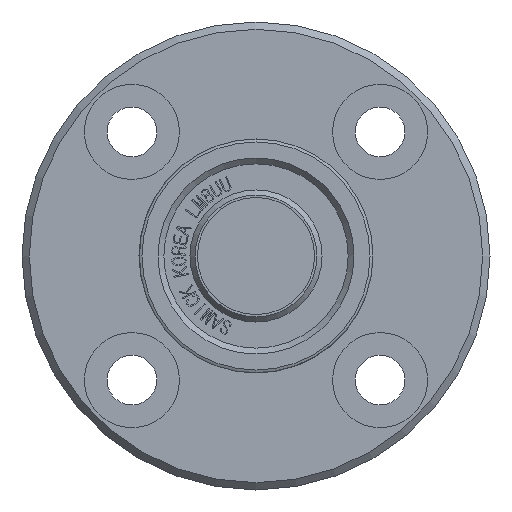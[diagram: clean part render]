
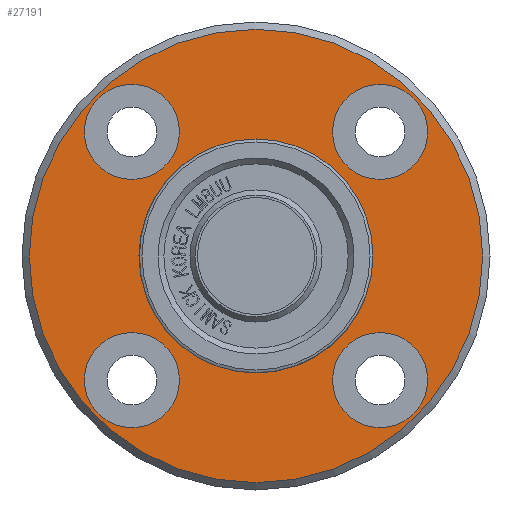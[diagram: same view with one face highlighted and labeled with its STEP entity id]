
A CAD part, front view. The second image highlights one B-rep face of the part: STEP entity #27191.
In plain terms, the highlighted planar face has unit normal (0, -1, 0).
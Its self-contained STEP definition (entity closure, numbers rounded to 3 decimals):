
#26801=CARTESIAN_POINT('',(-5.235,-22.5,-8.485));
#26802=VERTEX_POINT('',#26801);
#26803=CARTESIAN_POINT('',(-8.485,-22.5,-8.485));
#26804=DIRECTION('',(0.0,1.0,0.0));
#26805=DIRECTION('',(1.0,0.0,0.0));
#26806=AXIS2_PLACEMENT_3D('',#26803,#26804,#26805);
#26807=CIRCLE('',#26806,3.25);
#26808=EDGE_CURVE('',#26802,#26802,#26807,.T.);
#26869=CARTESIAN_POINT('',(11.735,-22.5,-8.485));
#26870=VERTEX_POINT('',#26869);
#26871=CARTESIAN_POINT('',(8.485,-22.5,-8.485));
#26872=DIRECTION('',(0.0,1.0,0.0));
#26873=DIRECTION('',(1.0,0.0,0.0));
#26874=AXIS2_PLACEMENT_3D('',#26871,#26872,#26873);
#26875=CIRCLE('',#26874,3.25);
#26876=EDGE_CURVE('',#26870,#26870,#26875,.T.);
#26937=CARTESIAN_POINT('',(11.735,-22.5,8.485));
#26938=VERTEX_POINT('',#26937);
#26939=CARTESIAN_POINT('',(8.485,-22.5,8.485));
#26940=DIRECTION('',(0.0,1.0,0.0));
#26941=DIRECTION('',(1.0,0.0,0.0));
#26942=AXIS2_PLACEMENT_3D('',#26939,#26940,#26941);
#26943=CIRCLE('',#26942,3.25);
#26944=EDGE_CURVE('',#26938,#26938,#26943,.T.);
#27005=CARTESIAN_POINT('',(-5.235,-22.5,8.485));
#27006=VERTEX_POINT('',#27005);
#27007=CARTESIAN_POINT('',(-8.485,-22.5,8.485));
#27008=DIRECTION('',(0.0,1.0,0.0));
#27009=DIRECTION('',(1.0,0.0,0.0));
#27010=AXIS2_PLACEMENT_3D('',#27007,#27008,#27009);
#27011=CIRCLE('',#27010,3.25);
#27012=EDGE_CURVE('',#27006,#27006,#27011,.T.);
#27045=CARTESIAN_POINT('',(8.,-22.5,0.0));
#27046=VERTEX_POINT('',#27045);
#27047=CARTESIAN_POINT('',(0.0,-22.5,0.0));
#27048=DIRECTION('',(0.0,-1.0,0.0));
#27049=DIRECTION('',(1.0,0.0,0.0));
#27050=AXIS2_PLACEMENT_3D('',#27047,#27048,#27049);
#27051=CIRCLE('',#27050,8.);
#27052=EDGE_CURVE('',#27046,#27046,#27051,.T.);
#27153=CARTESIAN_POINT('',(15.5,-22.5,0.0));
#27154=VERTEX_POINT('',#27153);
#27155=CARTESIAN_POINT('',(0.0,-22.5,0.0));
#27156=DIRECTION('',(0.0,-1.0,0.0));
#27157=DIRECTION('',(1.0,0.0,0.0));
#27158=AXIS2_PLACEMENT_3D('',#27155,#27156,#27157);
#27159=CIRCLE('',#27158,15.5);
#27160=EDGE_CURVE('',#27154,#27154,#27159,.T.);
#27168=CARTESIAN_POINT('',(11.75,-22.5,0.0));
#27169=DIRECTION('',(0.0,-1.0,0.0));
#27170=DIRECTION('',(0.0,0.0,-1.0));
#27171=AXIS2_PLACEMENT_3D('',#27168,#27169,#27170);
#27172=PLANE('',#27171);
#27173=ORIENTED_EDGE('',*,*,#27160,.T.);
#27174=EDGE_LOOP('',(#27173));
#27175=FACE_OUTER_BOUND('',#27174,.T.);
#27176=ORIENTED_EDGE('',*,*,#26808,.T.);
#27177=EDGE_LOOP('',(#27176));
#27178=FACE_BOUND('',#27177,.T.);
#27179=ORIENTED_EDGE('',*,*,#26876,.T.);
#27180=EDGE_LOOP('',(#27179));
#27181=FACE_BOUND('',#27180,.T.);
#27182=ORIENTED_EDGE('',*,*,#26944,.T.);
#27183=EDGE_LOOP('',(#27182));
#27184=FACE_BOUND('',#27183,.T.);
#27185=ORIENTED_EDGE('',*,*,#27012,.T.);
#27186=EDGE_LOOP('',(#27185));
#27187=FACE_BOUND('',#27186,.T.);
#27188=ORIENTED_EDGE('',*,*,#27052,.F.);
#27189=EDGE_LOOP('',(#27188));
#27190=FACE_BOUND('',#27189,.T.);
#27191=ADVANCED_FACE('',(#27175,#27178,#27181,#27184,#27187,#27190),#27172,.T.);
